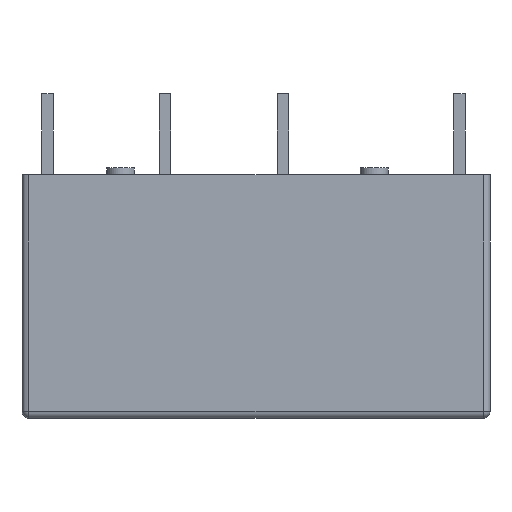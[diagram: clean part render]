
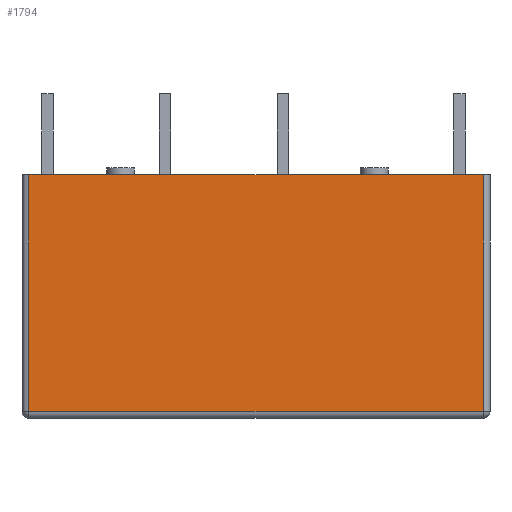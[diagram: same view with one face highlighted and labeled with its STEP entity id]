
A CAD part, front view. The second image highlights one B-rep face of the part: STEP entity #1794.
In plain terms, the highlighted planar face has unit normal (0, -1, 0).
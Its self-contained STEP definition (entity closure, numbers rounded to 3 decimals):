
#13=DIRECTION('',(1.,0.,0.));
#14=VECTOR('',#13,19.6);
#15=CARTESIAN_POINT('',(-9.8,-5.,0.));
#16=LINE('',#15,#14);
#181=DIRECTION('',(0.,0.,-1.));
#182=VECTOR('',#181,10.2);
#183=CARTESIAN_POINT('',(9.8,-5.,0.));
#184=LINE('',#183,#182);
#188=DIRECTION('',(-1.,0.,0.));
#189=VECTOR('',#188,19.6);
#190=CARTESIAN_POINT('',(9.8,-5.,-10.2));
#191=LINE('',#190,#189);
#195=DIRECTION('',(0.,0.,-1.));
#196=VECTOR('',#195,10.2);
#197=CARTESIAN_POINT('',(-9.8,-5.,0.));
#198=LINE('',#197,#196);
#1393=CARTESIAN_POINT('',(9.8,-5.,0.));
#1395=VERTEX_POINT('',#1393);
#1399=CARTESIAN_POINT('',(9.8,-5.,-10.2));
#1400=VERTEX_POINT('',#1399);
#1402=CARTESIAN_POINT('',(-9.8,-5.,0.));
#1404=VERTEX_POINT('',#1402);
#1405=CARTESIAN_POINT('',(-9.8,-5.,-10.2));
#1406=VERTEX_POINT('',#1405);
#1782=CARTESIAN_POINT('',(-10.1,-5.,0.));
#1783=DIRECTION('',(0.,-1.,0.));
#1784=DIRECTION('',(1.,0.,0.));
#1785=AXIS2_PLACEMENT_3D('',#1782,#1783,#1784);
#1786=PLANE('',#1785);
#1787=ORIENTED_EDGE('',*,*,#1693,.T.);
#1789=ORIENTED_EDGE('',*,*,#1788,.T.);
#1790=ORIENTED_EDGE('',*,*,#1774,.F.);
#1791=ORIENTED_EDGE('',*,*,#1648,.T.);
#1792=EDGE_LOOP('',(#1787,#1789,#1790,#1791));
#1793=FACE_OUTER_BOUND('',#1792,.F.);
#1648=EDGE_CURVE('',#1404,#1395,#16,.T.);
#1693=EDGE_CURVE('',#1395,#1400,#184,.T.);
#1774=EDGE_CURVE('',#1404,#1406,#198,.T.);
#1788=EDGE_CURVE('',#1400,#1406,#191,.T.);
#1794=ADVANCED_FACE('',(#1793),#1786,.T.);
